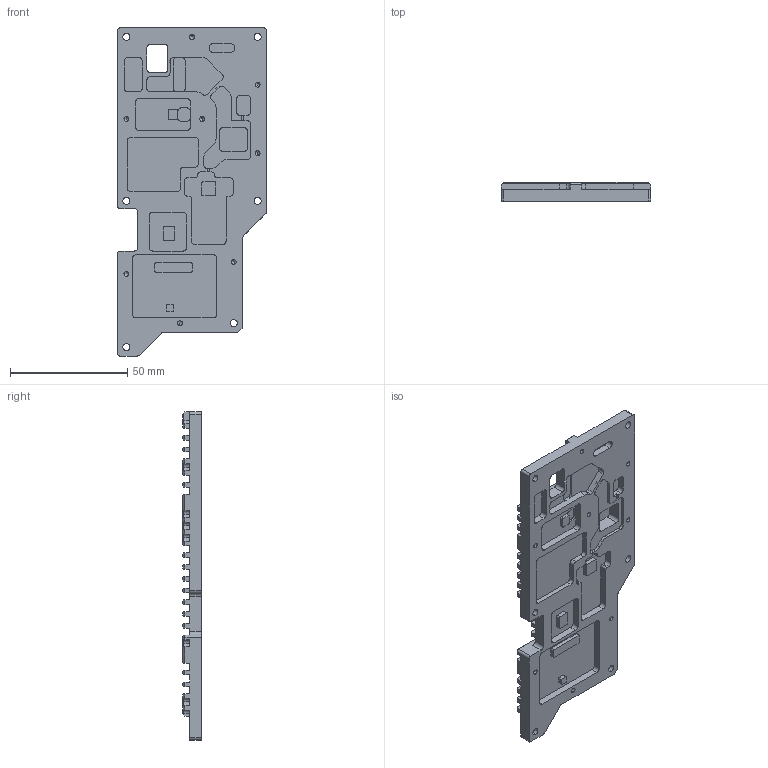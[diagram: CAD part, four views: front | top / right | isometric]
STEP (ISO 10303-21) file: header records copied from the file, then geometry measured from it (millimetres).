
FILE_DESCRIPTION (( 'STEP AP214' ), '1' );
FILE_NAME ('2m_board_case_top.STEP', '2022-06-16T13:26:08', ( 'MaxAli' ), ( '' ), 'SwSTEP 2.0', 'SolidWorks 2018', '' );
FILE_SCHEMA (( 'AUTOMOTIVE_DESIGN' ));
Length unit declared in the file: millimetre
Products named in the file (1): 2m_board_case_top
Bounding box: 63.5 x 8 x 139.7 mm (x, y, z)
Volume: 36258.6 mm3; surface area: 27722.1 mm2
Topology: 1 solids, 1 shells, 578 faces, 1609 edges, 1044 vertices
Faces by surface type: plane 357, cylinder 178, cone 43
Entity records: 18550 total; most frequent: CARTESIAN_POINT 3224, ORIENTED_EDGE 3186, DIRECTION 3133, EDGE_CURVE 1593, VECTOR 1207, LINE 1207, VERTEX_POINT 1044, AXIS2_PLACEMENT_3D 963
